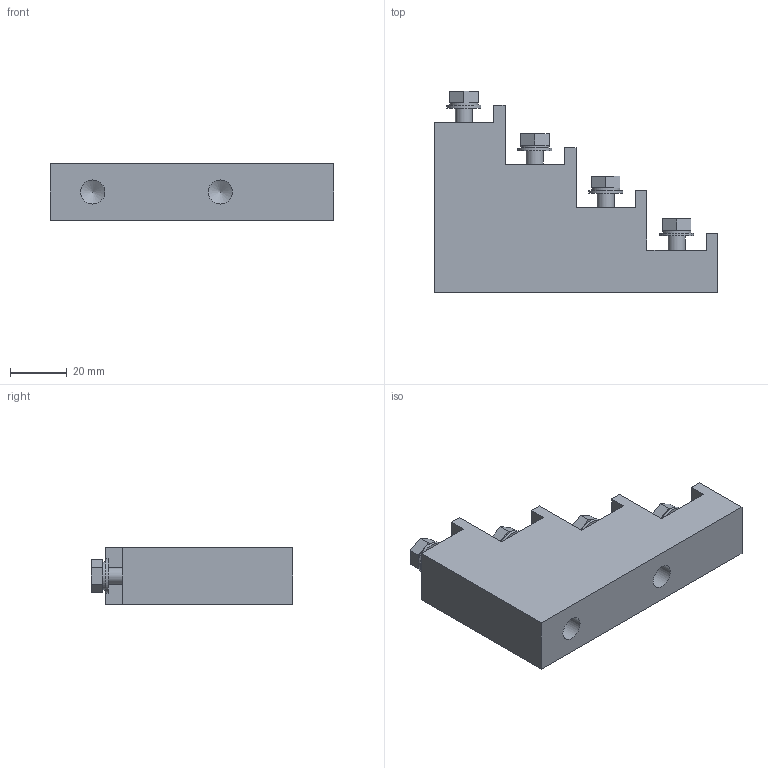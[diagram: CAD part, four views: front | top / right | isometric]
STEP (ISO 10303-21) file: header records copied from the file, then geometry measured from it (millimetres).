
FILE_DESCRIPTION (( 'STEP AP203' ), '1' );
FILE_NAME ('YIS11-4-20-B Èçîëÿòîð ñòóïåí÷àòûé ÈÑ4-20 (Ì6) ñèëîâîé ñ áîëòîì ÈÝÊ.STEP', '2016-09-15T08:26:31', ( '' ), ( '' ), 'SwSTEP 2.0', 'SolidWorks 2014', '' );
FILE_SCHEMA (( 'CONFIG_CONTROL_DESIGN' ));
Length unit declared in the file: millimetre
Products named in the file (1): YIS11-4-20-B Èçîëÿòîð ñòóïåí÷àòûé ÈÑ4-20 (Ì6) ñèëîâîé ñ áîëòîì ÈÝÊ
Bounding box: 100 x 71 x 20 mm (x, y, z)
Volume: 78136.5 mm3; surface area: 17912.1 mm2
Topology: 1 solids, 5 shells, 108 faces, 247 edges, 157 vertices
Faces by surface type: plane 84, cylinder 18, cone 6
Full cylindrical faces by diameter (mm): 5 x4, 6 x4, 8.5 x2, 10 x4, 12 x4
Entity records: 2799 total; most frequent: DIRECTION 480, CARTESIAN_POINT 455, ORIENTED_EDGE 412, EDGE_CURVE 206, AXIS2_PLACEMENT_3D 165, LINE 150, VECTOR 150, EDGE_LOOP 140
